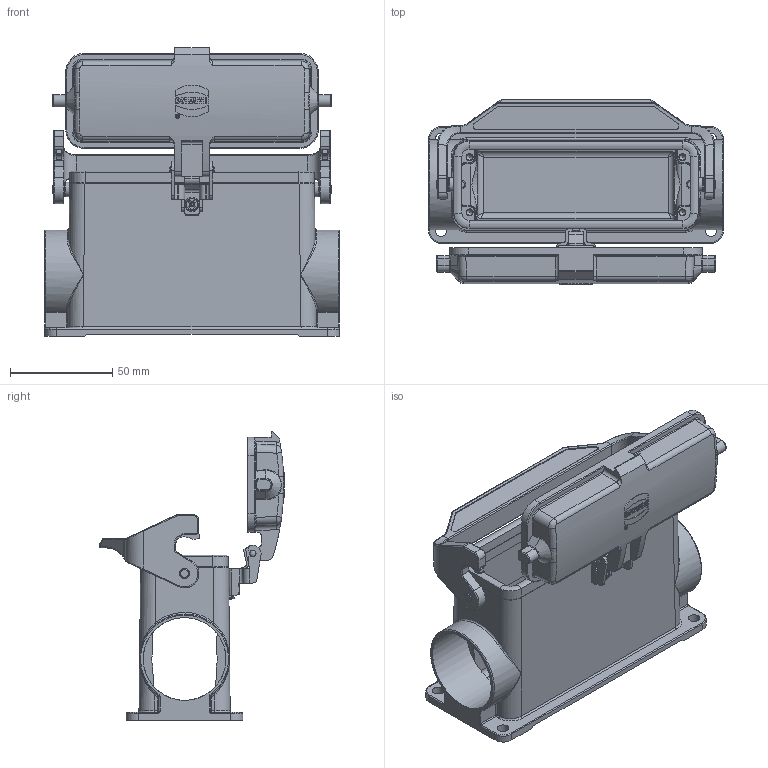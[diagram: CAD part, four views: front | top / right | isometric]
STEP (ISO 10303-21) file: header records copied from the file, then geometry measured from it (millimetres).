
FILE_DESCRIPTION((''),'2;1');
FILE_NAME('05300240282.stp','2020-07-13T16:03:14',('e.eickhoff'),(''),'Autodesk Inventor 2012','Autodesk Inventor 2012','');
FILE_SCHEMA(('AUTOMOTIVE_DESIGN { 1 0 10303 214 1 1 1 1 }'));
Length unit declared in the file: millimetre
Products named in the file (1): 05300240282
Bounding box: 144 x 90.27 x 141.13 mm (x, y, z)
Volume: 181003.9 mm3; surface area: 101810.8 mm2
Topology: 3 solids, 3 shells, 940 faces, 2457 edges, 1530 vertices
Faces by surface type: plane 344, cylinder 308, bspline 189, torus 60, cone 33, sphere 6
Full cylindrical faces by diameter (mm): 3 x6, 4 x2, 4.8 x2, 5.6 x4, 7 x3, 40.5 x2
Entity records: 34056 total; most frequent: CARTESIAN_POINT 11246, ORIENTED_EDGE 4756, DIRECTION 4545, EDGE_CURVE 2378, AXIS2_PLACEMENT_3D 1664, VERTEX_POINT 1508, VECTOR 1217, LINE 1217
